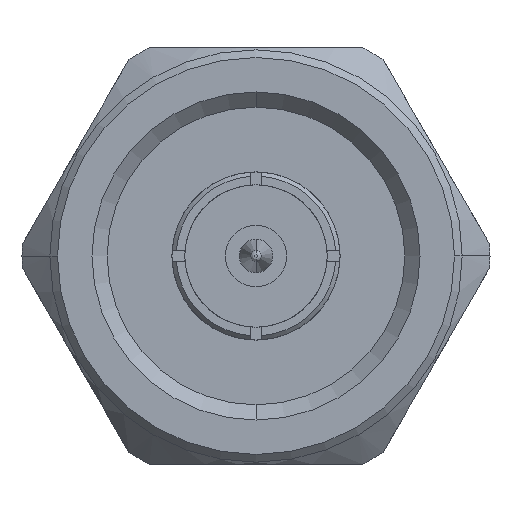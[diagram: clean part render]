
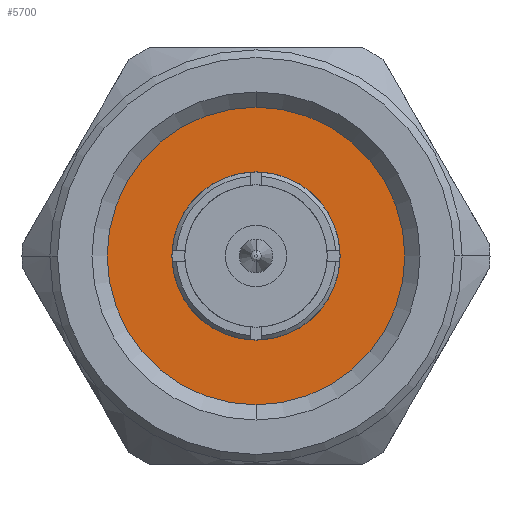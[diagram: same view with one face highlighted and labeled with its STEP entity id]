
A CAD part, left-side view. The second image highlights one B-rep face of the part: STEP entity #5700.
In plain terms, the highlighted planar face has unit normal (-1, 0, 0).
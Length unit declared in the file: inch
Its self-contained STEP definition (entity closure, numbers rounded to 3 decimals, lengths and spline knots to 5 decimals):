
#64 = AXIS2_PLACEMENT_3D ( 'NONE', #1363, #5627, #4631 ) ;
#92 = ORIENTED_EDGE ( 'NONE', *, *, #1606, .T. ) ;
#284 = CIRCLE ( 'NONE', #1075, 0.16339 ) ;
#355 = AXIS2_PLACEMENT_3D ( 'NONE', #3284, #938, #5090 ) ;
#573 = EDGE_LOOP ( 'NONE', ( #3978, #1987 ) ) ;
#721 = EDGE_LOOP ( 'NONE', ( #92, #5739 ) ) ;
#762 = DIRECTION ( 'NONE',  ( -1., 0., 0. ) ) ;
#825 = VERTEX_POINT ( 'NONE', #2924 ) ;
#938 = DIRECTION ( 'NONE',  ( -1., 0., 0. ) ) ;
#996 = DIRECTION ( 'NONE',  ( -1., 0., 0. ) ) ;
#1075 = AXIS2_PLACEMENT_3D ( 'NONE', #5201, #996, #4519 ) ;
#1132 = CARTESIAN_POINT ( 'NONE',  ( -0.68492, 0., 0. ) ) ;
#1363 = CARTESIAN_POINT ( 'NONE',  ( -0.68492, 0., 0. ) ) ;
#1606 = EDGE_CURVE ( 'NONE', #4508, #825, #5863, .T. ) ;
#1677 = AXIS2_PLACEMENT_3D ( 'NONE', #1132, #762, #2645 ) ;
#1702 = CARTESIAN_POINT ( 'NONE',  ( -0.68492, 0., -0.16339 ) ) ;
#1730 = CARTESIAN_POINT ( 'NONE',  ( -0.68492, 0., 0.34646 ) ) ;
#1759 = VERTEX_POINT ( 'NONE', #3440 ) ;
#1987 = ORIENTED_EDGE ( 'NONE', *, *, #2402, .F. ) ;
#2332 = FACE_BOUND ( 'NONE', #573, .T. ) ;
#2365 = CARTESIAN_POINT ( 'NONE',  ( -0.68492, 0.34646, 0. ) ) ;
#2402 = EDGE_CURVE ( 'NONE', #3499, #1759, #2936, .T. ) ;
#2645 = DIRECTION ( 'NONE',  ( 0., 0., 1. ) ) ;
#2924 = CARTESIAN_POINT ( 'NONE',  ( -0.68492, 0., -0.34646 ) ) ;
#2936 = CIRCLE ( 'NONE', #64, 0.16339 ) ;
#3152 = EDGE_CURVE ( 'NONE', #825, #4508, #3242, .T. ) ;
#3242 = CIRCLE ( 'NONE', #1677, 0.34646 ) ;
#3263 = EDGE_CURVE ( 'NONE', #1759, #3499, #284, .T. ) ;
#3284 = CARTESIAN_POINT ( 'NONE',  ( -0.68492, 0., 0. ) ) ;
#3440 = CARTESIAN_POINT ( 'NONE',  ( -0.68492, 0., 0.16339 ) ) ;
#3499 = VERTEX_POINT ( 'NONE', #1702 ) ;
#3540 = AXIS2_PLACEMENT_3D ( 'NONE', #2365, #4223, #5212 ) ;
#3724 = PLANE ( 'NONE',  #3540 ) ;
#3978 = ORIENTED_EDGE ( 'NONE', *, *, #3263, .F. ) ;
#4223 = DIRECTION ( 'NONE',  ( -1., 0., 0. ) ) ;
#4508 = VERTEX_POINT ( 'NONE', #1730 ) ;
#4519 = DIRECTION ( 'NONE',  ( 0., 0., 1. ) ) ;
#4631 = DIRECTION ( 'NONE',  ( 0., 0., 1. ) ) ;
#4707 = FACE_OUTER_BOUND ( 'NONE', #721, .T. ) ;
#5090 = DIRECTION ( 'NONE',  ( 0., 0., 1. ) ) ;
#5201 = CARTESIAN_POINT ( 'NONE',  ( -0.68492, 0., 0. ) ) ;
#5212 = DIRECTION ( 'NONE',  ( 0., 0., 1. ) ) ;
#5627 = DIRECTION ( 'NONE',  ( -1., 0., 0. ) ) ;
#5700 = ADVANCED_FACE ( 'NONE', ( #4707, #2332 ), #3724, .T. ) ;
#5739 = ORIENTED_EDGE ( 'NONE', *, *, #3152, .T. ) ;
#5863 = CIRCLE ( 'NONE', #355, 0.34646 ) ;
